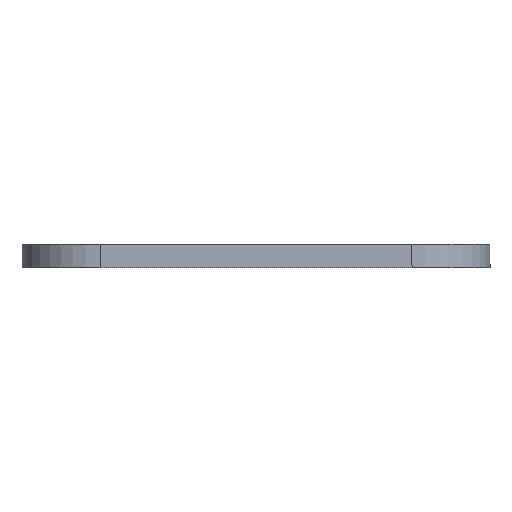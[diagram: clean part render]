
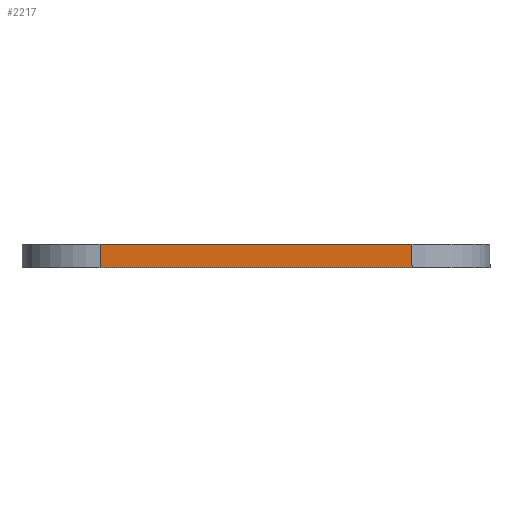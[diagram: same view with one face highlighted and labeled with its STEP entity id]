
A CAD part, front view. The second image highlights one B-rep face of the part: STEP entity #2217.
In plain terms, the highlighted planar face has unit normal (0, -1, 0).
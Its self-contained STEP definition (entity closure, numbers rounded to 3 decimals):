
#77=PLANE('',#2469);
#187=FACE_OUTER_BOUND('',#307,.T.);
#307=EDGE_LOOP('',(#1921,#1922,#1923,#1924));
#334=LINE('',#3235,#533);
#514=LINE('',#3799,#713);
#515=LINE('',#3802,#714);
#516=LINE('',#3803,#715);
#533=VECTOR('',#2561,10.);
#713=VECTOR('',#3137,10.);
#714=VECTOR('',#3140,10.);
#715=VECTOR('',#3141,10.);
#874=VERTEX_POINT('',#3232);
#875=VERTEX_POINT('',#3234);
#1061=VERTEX_POINT('',#3797);
#1062=VERTEX_POINT('',#3801);
#1101=EDGE_CURVE('',#875,#874,#334,.T.);
#1384=EDGE_CURVE('',#874,#1061,#514,.T.);
#1385=EDGE_CURVE('',#1062,#1061,#515,.T.);
#1386=EDGE_CURVE('',#875,#1062,#516,.T.);
#1921=ORIENTED_EDGE('',*,*,#1101,.T.);
#1922=ORIENTED_EDGE('',*,*,#1384,.T.);
#1923=ORIENTED_EDGE('',*,*,#1385,.F.);
#1924=ORIENTED_EDGE('',*,*,#1386,.F.);
#2217=ADVANCED_FACE('',(#187),#77,.T.);
#2469=AXIS2_PLACEMENT_3D('',#3800,#3138,#3139);
#2561=DIRECTION('',(1.,0.,0.));
#3137=DIRECTION('',(0.,0.,1.));
#3138=DIRECTION('center_axis',(0.,-1.,0.));
#3139=DIRECTION('ref_axis',(1.,0.,0.));
#3140=DIRECTION('',(1.,0.,0.));
#3141=DIRECTION('',(0.,0.,1.));
#3232=CARTESIAN_POINT('',(-40.,-240.,0.));
#3234=CARTESIAN_POINT('',(-200.,-240.,0.));
#3235=CARTESIAN_POINT('',(-200.,-240.,0.));
#3797=CARTESIAN_POINT('',(-40.,-240.,12.));
#3799=CARTESIAN_POINT('',(-40.,-240.,0.));
#3800=CARTESIAN_POINT('Origin',(-200.,-240.,0.));
#3801=CARTESIAN_POINT('',(-200.,-240.,12.));
#3802=CARTESIAN_POINT('',(-200.,-240.,12.));
#3803=CARTESIAN_POINT('',(-200.,-240.,0.));
